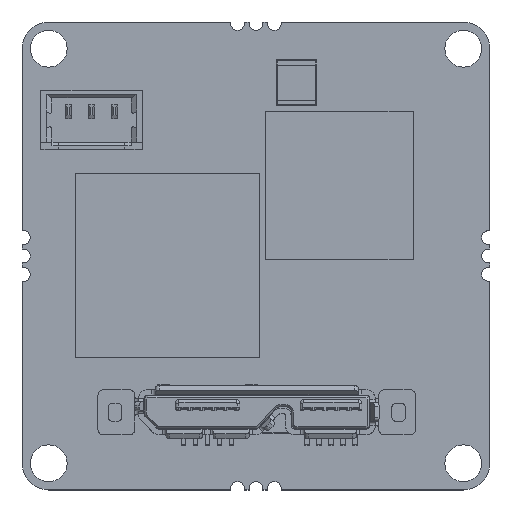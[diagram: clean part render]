
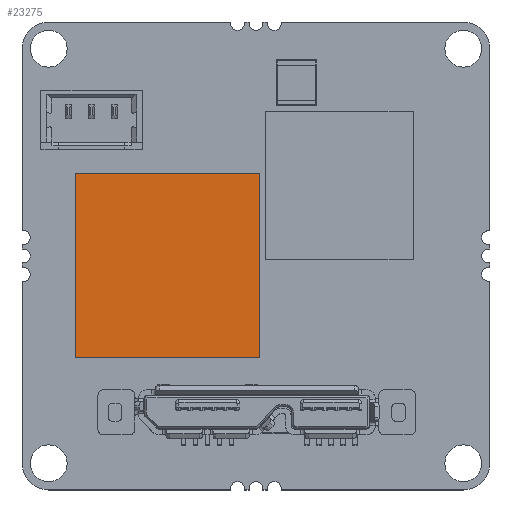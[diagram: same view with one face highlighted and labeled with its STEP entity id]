
A CAD part, top view. The second image highlights one B-rep face of the part: STEP entity #23275.
In plain terms, the highlighted planar face has unit normal (0, 0, 1).
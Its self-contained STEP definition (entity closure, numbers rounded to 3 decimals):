
#398=LINE('',#64536,#2917);
#401=LINE('',#64542,#2920);
#404=LINE('',#64548,#2923);
#407=LINE('',#64554,#2926);
#2917=VECTOR('',#54353,1.);
#2920=VECTOR('',#54358,1.);
#2923=VECTOR('',#54363,1.);
#2926=VECTOR('',#54368,1.);
#21149=PLANE('',#50231);
#23275=ADVANCED_FACE('',(#26139),#21149,.F.);
#26139=FACE_OUTER_BOUND('',#28061,.T.);
#28061=EDGE_LOOP('',(#31703,#31704,#31705,#31706));
#31703=ORIENTED_EDGE('',*,*,#44025,.F.);
#31704=ORIENTED_EDGE('',*,*,#44022,.F.);
#31705=ORIENTED_EDGE('',*,*,#44019,.F.);
#31706=ORIENTED_EDGE('',*,*,#44016,.F.);
#40751=VERTEX_POINT('',#64535);
#40752=VERTEX_POINT('',#64537);
#40754=VERTEX_POINT('',#64543);
#40756=VERTEX_POINT('',#64549);
#44016=EDGE_CURVE('',#40751,#40752,#398,.T.);
#44019=EDGE_CURVE('',#40752,#40754,#401,.T.);
#44022=EDGE_CURVE('',#40754,#40756,#404,.T.);
#44025=EDGE_CURVE('',#40756,#40751,#407,.T.);
#50231=AXIS2_PLACEMENT_3D('',#64558,#54374,#54375);
#54353=DIRECTION('',(-1.,0.,0.));
#54358=DIRECTION('',(0.,1.,0.));
#54363=DIRECTION('',(1.,0.,0.));
#54368=DIRECTION('',(0.,-1.,0.));
#54374=DIRECTION('',(0.,0.,-1.));
#54375=DIRECTION('',(-1.,0.,0.));
#64535=CARTESIAN_POINT('',(0.2,-5.5,1.2));
#64536=CARTESIAN_POINT('',(0.2,-5.5,1.2));
#64537=CARTESIAN_POINT('',(-9.8,-5.5,1.2));
#64542=CARTESIAN_POINT('',(-9.8,-5.5,1.2));
#64543=CARTESIAN_POINT('',(-9.8,4.5,1.2));
#64548=CARTESIAN_POINT('',(-9.8,4.5,1.2));
#64549=CARTESIAN_POINT('',(0.2,4.5,1.2));
#64554=CARTESIAN_POINT('',(0.2,4.5,1.2));
#64558=CARTESIAN_POINT('',(-4.8,-0.5,1.2));
